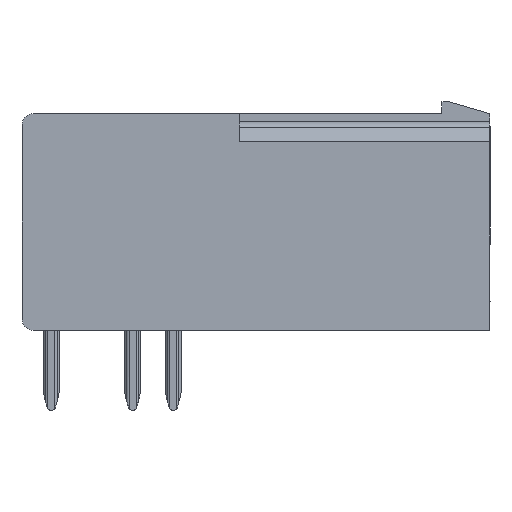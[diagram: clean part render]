
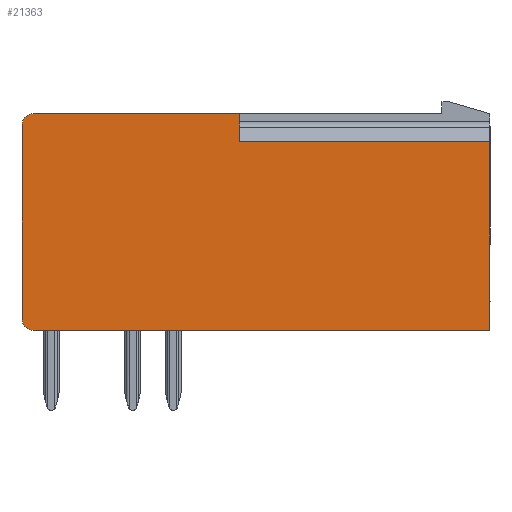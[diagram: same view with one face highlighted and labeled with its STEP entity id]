
A CAD part, left-side view. The second image highlights one B-rep face of the part: STEP entity #21363.
In plain terms, the highlighted face is planar.
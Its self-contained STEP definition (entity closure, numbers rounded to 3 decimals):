
#525=CIRCLE('',#22215,0.7);
#559=CIRCLE('',#22324,0.7);
#4078=ORIENTED_EDGE('',*,*,#7065,.T.);
#4079=ORIENTED_EDGE('',*,*,#7066,.T.);
#4080=ORIENTED_EDGE('',*,*,#6547,.F.);
#4081=ORIENTED_EDGE('',*,*,#7062,.F.);
#4082=ORIENTED_EDGE('',*,*,#6762,.F.);
#4083=ORIENTED_EDGE('',*,*,#6811,.F.);
#4084=ORIENTED_EDGE('',*,*,#7067,.T.);
#4085=ORIENTED_EDGE('',*,*,#7068,.T.);
#6547=EDGE_CURVE('',#8474,#8471,#525,.T.);
#6762=EDGE_CURVE('',#8631,#8633,#559,.T.);
#6811=EDGE_CURVE('',#8665,#8631,#10375,.T.);
#7062=EDGE_CURVE('',#8633,#8474,#10574,.T.);
#7065=EDGE_CURVE('',#8807,#8808,#10577,.T.);
#7066=EDGE_CURVE('',#8808,#8471,#10578,.T.);
#7067=EDGE_CURVE('',#8665,#8809,#10579,.T.);
#7068=EDGE_CURVE('',#8809,#8807,#10580,.T.);
#8471=VERTEX_POINT('',#29848);
#8474=VERTEX_POINT('',#29853);
#8631=VERTEX_POINT('',#30466);
#8633=VERTEX_POINT('',#30469);
#8665=VERTEX_POINT('',#30563);
#8807=VERTEX_POINT('',#31088);
#8808=VERTEX_POINT('',#31089);
#8809=VERTEX_POINT('',#31092);
#10375=LINE('',#30564,#12246);
#10574=LINE('',#31082,#12445);
#10577=LINE('',#31087,#12448);
#10578=LINE('',#31090,#12449);
#10579=LINE('',#31091,#12450);
#10580=LINE('',#31093,#12451);
#12246=VECTOR('',#25510,1000.);
#12445=VECTOR('',#26013,1000.);
#12448=VECTOR('',#26020,1000.);
#12449=VECTOR('',#26021,1000.);
#12450=VECTOR('',#26022,1000.);
#12451=VECTOR('',#26023,1000.);
#13525=EDGE_LOOP('',(#4078,#4079,#4080,#4081,#4082,#4083,#4084,#4085));
#14328=FACE_BOUND('',#13525,.T.);
#14987=PLANE('',#22499);
#21363=ADVANCED_FACE('',(#14328),#14987,.F.);
#22215=AXIS2_PLACEMENT_3D('',#29854,#25044,#25045);
#22324=AXIS2_PLACEMENT_3D('',#30468,#25425,#25426);
#22499=AXIS2_PLACEMENT_3D('',#31086,#26018,#26019);
#25044=DIRECTION('',(0.,0.,1.));
#25045=DIRECTION('',(1.,0.,0.));
#25425=DIRECTION('',(0.,0.,1.));
#25426=DIRECTION('',(1.,0.,0.));
#25510=DIRECTION('',(-1.,0.,0.));
#26013=DIRECTION('',(0.,-1.,0.));
#26018=DIRECTION('',(0.,0.,1.));
#26019=DIRECTION('',(1.,0.,0.));
#26020=DIRECTION('',(0.,-1.,0.));
#26021=DIRECTION('',(-1.,0.,0.));
#26022=DIRECTION('',(0.,-1.,0.));
#26023=DIRECTION('',(-1.,0.,0.));
#29848=CARTESIAN_POINT('',(52.3,27.4,42.24));
#29853=CARTESIAN_POINT('',(51.6,28.1,42.24));
#29854=CARTESIAN_POINT('',(52.3,28.1,42.24));
#30466=CARTESIAN_POINT('',(52.3,40.95,42.24));
#30468=CARTESIAN_POINT('',(52.3,40.25,42.24));
#30469=CARTESIAN_POINT('',(51.6,40.25,42.24));
#30563=CARTESIAN_POINT('',(80.85,40.95,42.24));
#30564=CARTESIAN_POINT('',(80.694,40.95,42.24));
#31082=CARTESIAN_POINT('',(51.6,27.39,42.24));
#31086=CARTESIAN_POINT('',(64.95,27.375,42.24));
#31087=CARTESIAN_POINT('',(65.2,27.39,42.24));
#31088=CARTESIAN_POINT('',(65.2,29.15,42.24));
#31089=CARTESIAN_POINT('',(65.2,27.4,42.24));
#31090=CARTESIAN_POINT('',(80.694,27.4,42.24));
#31091=CARTESIAN_POINT('',(80.85,27.39,42.24));
#31092=CARTESIAN_POINT('',(80.85,29.15,42.24));
#31093=CARTESIAN_POINT('',(80.694,29.15,42.24));
